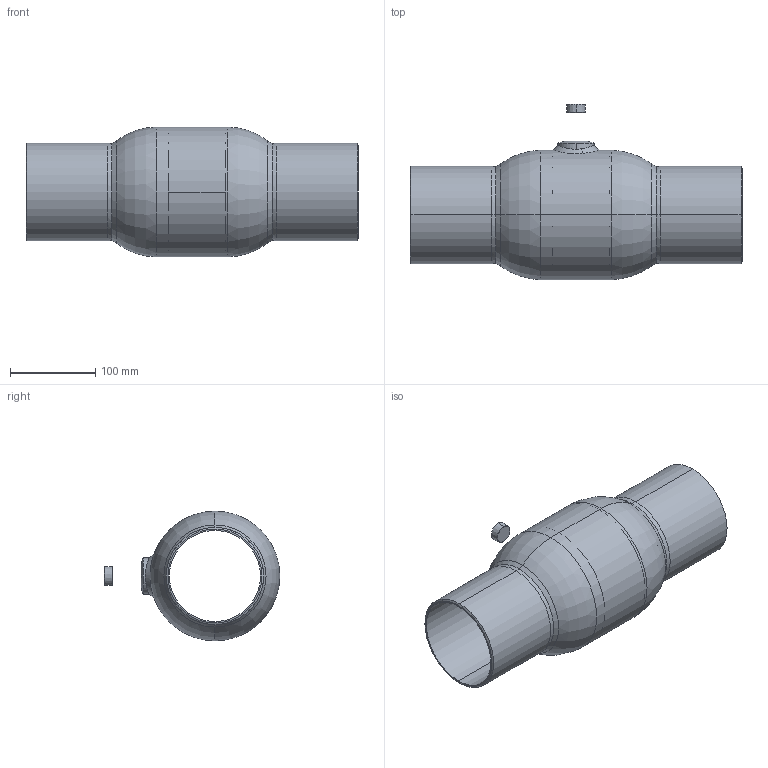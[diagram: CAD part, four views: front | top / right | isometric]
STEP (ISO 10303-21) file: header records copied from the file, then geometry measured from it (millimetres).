
FILE_DESCRIPTION (( 'STEP AP214' ), '1' );
FILE_NAME ('63102100.STEP', '2010-10-27T14:06:42', ( 'BROEN A/S' ), ( 'BROEN A/S' ), 'SwSTEP 2.0', 'SolidWorks 2009', '' );
FILE_SCHEMA (( 'AUTOMOTIVE_DESIGN' ));
Length unit declared in the file: millimetre
Products named in the file (1): 63102100
Bounding box: 390.04 x 206.34 x 152.4 mm (x, y, z)
Surface area: 290173.7 mm2 (no closed solid volume)
Topology: 0 solids, 11 shells, 69 faces, 170 edges, 106 vertices
Faces by surface type: cone 30, cylinder 16, plane 11, torus 10, bspline 2
Entity records: 4623 total; most frequent: CARTESIAN_POINT 2207, DIRECTION 378, ORIENTED_EDGE 292, EDGE_CURVE 170, AXIS2_PLACEMENT_3D 160, VERTEX_POINT 106, CIRCLE 92, EDGE_LOOP 74
